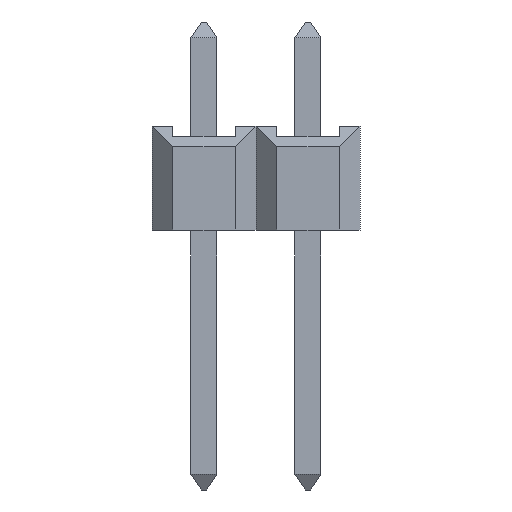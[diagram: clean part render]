
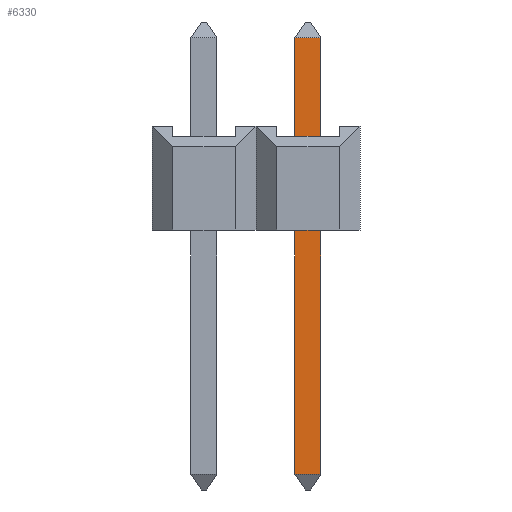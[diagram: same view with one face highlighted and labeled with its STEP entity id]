
A CAD part, front view. The second image highlights one B-rep face of the part: STEP entity #6330.
In plain terms, the highlighted planar face has unit normal (0, -1, 0).
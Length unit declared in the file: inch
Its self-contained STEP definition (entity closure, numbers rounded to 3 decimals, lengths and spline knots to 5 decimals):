
#6330=ADVANCED_FACE('',(#7956),#7146,.T.);
#7146=PLANE('',#20107);
#7956=FACE_OUTER_BOUND('',#8736,.T.);
#8736=EDGE_LOOP('',(#9927,#9928,#9929,#9930));
#9927=ORIENTED_EDGE('',*,*,#14607,.T.);
#9928=ORIENTED_EDGE('',*,*,#14615,.T.);
#9929=ORIENTED_EDGE('',*,*,#14612,.F.);
#9930=ORIENTED_EDGE('',*,*,#14616,.T.);
#13377=VERTEX_POINT('',#24765);
#13378=VERTEX_POINT('',#24767);
#13381=VERTEX_POINT('',#24777);
#13382=VERTEX_POINT('',#24778);
#14607=EDGE_CURVE('',#13378,#13377,#16479,.T.);
#14612=EDGE_CURVE('',#13381,#13382,#16484,.T.);
#14615=EDGE_CURVE('',#13377,#13382,#16487,.T.);
#14616=EDGE_CURVE('',#13381,#13378,#16488,.T.);
#16479=LINE('',#24766,#18351);
#16484=LINE('',#24776,#18356);
#16487=LINE('',#24782,#18359);
#16488=LINE('',#24783,#18360);
#18351=VECTOR('',#21218,1.);
#18356=VECTOR('',#21227,1.);
#18359=VECTOR('',#21232,1.);
#18360=VECTOR('',#21233,1.);
#20107=AXIS2_PLACEMENT_3D('',#24784,#21234,#21235);
#21218=DIRECTION('',(0.,0.,-1.));
#21227=DIRECTION('',(0.,0.,-1.));
#21232=DIRECTION('',(1.,0.,0.));
#21233=DIRECTION('',(-1.,0.,0.));
#21234=DIRECTION('',(0.,-1.,0.));
#21235=DIRECTION('',(0.,0.,-1.));
#24765=CARTESIAN_POINT('',(0.0875,-0.0125,-0.235));
#24766=CARTESIAN_POINT('',(0.0875,-0.0125,0.2));
#24767=CARTESIAN_POINT('',(0.0875,-0.0125,0.185));
#24776=CARTESIAN_POINT('',(0.1125,-0.0125,0.2));
#24777=CARTESIAN_POINT('',(0.1125,-0.0125,0.185));
#24778=CARTESIAN_POINT('',(0.1125,-0.0125,-0.235));
#24782=CARTESIAN_POINT('',(0.1125,-0.0125,-0.235));
#24783=CARTESIAN_POINT('',(0.0875,-0.0125,0.185));
#24784=CARTESIAN_POINT('',(0.1125,-0.0125,0.2));
